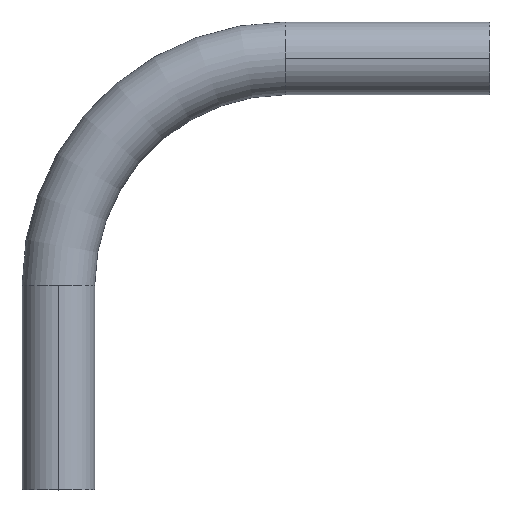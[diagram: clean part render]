
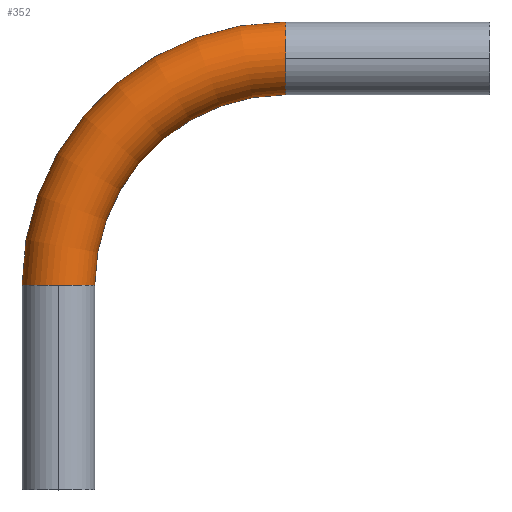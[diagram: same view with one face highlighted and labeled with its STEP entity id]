
A CAD part, top view. The second image highlights one B-rep face of the part: STEP entity #352.
In plain terms, the highlighted toroidal (fillet/blend) face has major radius 50 mm and minor radius 8 mm.
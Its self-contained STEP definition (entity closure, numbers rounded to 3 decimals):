
#14 = AXIS2_PLACEMENT_3D ( 'NONE', #211, #16, #416 ) ;
#16 = DIRECTION ( 'NONE',  ( 1., 0., 0. ) ) ;
#17 = DIRECTION ( 'NONE',  ( 1., 0., 0. ) ) ;
#29 = CIRCLE ( 'NONE', #111, 42. ) ;
#82 = AXIS2_PLACEMENT_3D ( 'NONE', #490, #443, #196 ) ;
#93 = CARTESIAN_POINT ( 'NONE',  ( 0., 58., 0. ) ) ;
#108 = VERTEX_POINT ( 'NONE', #185 ) ;
#109 = TOROIDAL_SURFACE ( 'NONE', #355, 50., 8. ) ;
#111 = AXIS2_PLACEMENT_3D ( 'NONE', #514, #298, #162 ) ;
#118 = DIRECTION ( 'NONE',  ( 0., 1., 0. ) ) ;
#140 = VERTEX_POINT ( 'NONE', #93 ) ;
#156 = DIRECTION ( 'NONE',  ( 0., 0., -1. ) ) ;
#162 = DIRECTION ( 'NONE',  ( 1., 0., 0. ) ) ;
#167 = EDGE_CURVE ( 'NONE', #361, #108, #407, .T. ) ;
#185 = CARTESIAN_POINT ( 'NONE',  ( 0., 42., 0. ) ) ;
#196 = DIRECTION ( 'NONE',  ( 0., 0., -1. ) ) ;
#211 = CARTESIAN_POINT ( 'NONE',  ( 0., 50., 0. ) ) ;
#213 = FACE_OUTER_BOUND ( 'NONE', #277, .T. ) ;
#214 = CARTESIAN_POINT ( 'NONE',  ( -50., 0., 0. ) ) ;
#230 = ORIENTED_EDGE ( 'NONE', *, *, #518, .F. ) ;
#240 = DIRECTION ( 'NONE',  ( 0., 0., 1. ) ) ;
#258 = ORIENTED_EDGE ( 'NONE', *, *, #269, .F. ) ;
#260 = DIRECTION ( 'NONE',  ( 0., 0., -1. ) ) ;
#269 = EDGE_CURVE ( 'NONE', #140, #361, #345, .T. ) ;
#277 = EDGE_LOOP ( 'NONE', ( #258, #391, #459, #426, #230, #353 ) ) ;
#288 = EDGE_CURVE ( 'NONE', #373, #378, #432, .T. ) ;
#294 = CARTESIAN_POINT ( 'NONE',  ( 0., 0., 0. ) ) ;
#296 = DIRECTION ( 'NONE',  ( 1., 0., 0. ) ) ;
#297 = CARTESIAN_POINT ( 'NONE',  ( 0., 0., 0. ) ) ;
#298 = DIRECTION ( 'NONE',  ( 0., 0., 1. ) ) ;
#312 = AXIS2_PLACEMENT_3D ( 'NONE', #505, #118, #156 ) ;
#314 = CIRCLE ( 'NONE', #380, 8. ) ;
#332 = CARTESIAN_POINT ( 'NONE',  ( -50., 0., 8. ) ) ;
#341 = AXIS2_PLACEMENT_3D ( 'NONE', #294, #240, #17 ) ;
#345 = CIRCLE ( 'NONE', #82, 8. ) ;
#351 = VERTEX_POINT ( 'NONE', #499 ) ;
#352 = ADVANCED_FACE ( 'NONE', ( #213 ), #109, .T. ) ;
#353 = ORIENTED_EDGE ( 'NONE', *, *, #167, .F. ) ;
#355 = AXIS2_PLACEMENT_3D ( 'NONE', #297, #415, #296 ) ;
#361 = VERTEX_POINT ( 'NONE', #462 ) ;
#367 = CARTESIAN_POINT ( 'NONE',  ( -58., 0., 0. ) ) ;
#373 = VERTEX_POINT ( 'NONE', #367 ) ;
#378 = VERTEX_POINT ( 'NONE', #332 ) ;
#380 = AXIS2_PLACEMENT_3D ( 'NONE', #214, #510, #260 ) ;
#391 = ORIENTED_EDGE ( 'NONE', *, *, #526, .T. ) ;
#407 = CIRCLE ( 'NONE', #14, 8. ) ;
#415 = DIRECTION ( 'NONE',  ( 0., 0., 1. ) ) ;
#416 = DIRECTION ( 'NONE',  ( 0., 0., -1. ) ) ;
#426 = ORIENTED_EDGE ( 'NONE', *, *, #488, .T. ) ;
#432 = CIRCLE ( 'NONE', #312, 8. ) ;
#443 = DIRECTION ( 'NONE',  ( 1., 0., 0. ) ) ;
#459 = ORIENTED_EDGE ( 'NONE', *, *, #288, .T. ) ;
#462 = CARTESIAN_POINT ( 'NONE',  ( 0., 50., 8. ) ) ;
#478 = CIRCLE ( 'NONE', #341, 58. ) ;
#488 = EDGE_CURVE ( 'NONE', #378, #351, #314, .T. ) ;
#490 = CARTESIAN_POINT ( 'NONE',  ( 0., 50., 0. ) ) ;
#499 = CARTESIAN_POINT ( 'NONE',  ( -42., 0., 0. ) ) ;
#505 = CARTESIAN_POINT ( 'NONE',  ( -50., 0., 0. ) ) ;
#510 = DIRECTION ( 'NONE',  ( 0., 1., 0. ) ) ;
#514 = CARTESIAN_POINT ( 'NONE',  ( 0., 0., 0. ) ) ;
#518 = EDGE_CURVE ( 'NONE', #108, #351, #29, .T. ) ;
#526 = EDGE_CURVE ( 'NONE', #140, #373, #478, .T. ) ;
